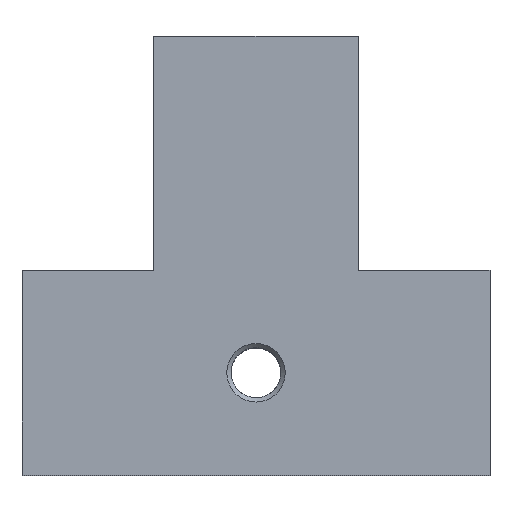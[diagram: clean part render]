
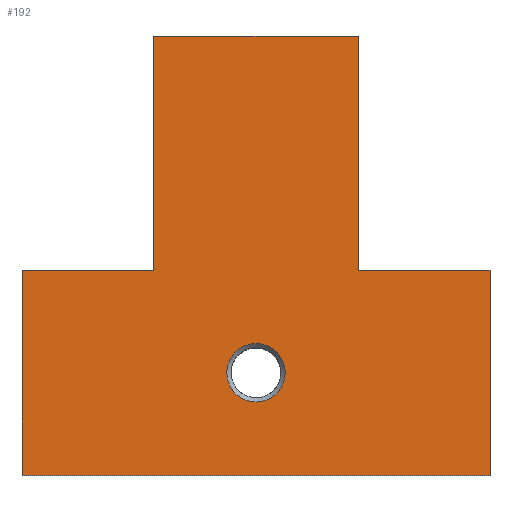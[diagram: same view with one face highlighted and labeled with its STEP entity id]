
A CAD part, top view. The second image highlights one B-rep face of the part: STEP entity #192.
In plain terms, the highlighted planar face has unit normal (0, 0, 1).
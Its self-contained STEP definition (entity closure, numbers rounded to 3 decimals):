
#162=CIRCLE('',#615,2.);
#192=ADVANCED_FACE('',(#230,#231),#215,.T.);
#215=PLANE('',#616);
#230=FACE_BOUND('',#253,.T.);
#231=FACE_BOUND('',#254,.T.);
#253=EDGE_LOOP('',(#318));
#254=EDGE_LOOP('',(#319,#320,#321,#322,#323,#324,#325,#326));
#318=ORIENTED_EDGE('',*,*,#476,.F.);
#319=ORIENTED_EDGE('',*,*,#442,.T.);
#320=ORIENTED_EDGE('',*,*,#465,.T.);
#321=ORIENTED_EDGE('',*,*,#450,.T.);
#322=ORIENTED_EDGE('',*,*,#468,.T.);
#323=ORIENTED_EDGE('',*,*,#470,.T.);
#324=ORIENTED_EDGE('',*,*,#458,.T.);
#325=ORIENTED_EDGE('',*,*,#473,.T.);
#326=ORIENTED_EDGE('',*,*,#475,.T.);
#400=VERTEX_POINT('',#759);
#401=VERTEX_POINT('',#761);
#408=VERTEX_POINT('',#776);
#409=VERTEX_POINT('',#778);
#416=VERTEX_POINT('',#793);
#417=VERTEX_POINT('',#795);
#423=VERTEX_POINT('',#812);
#425=VERTEX_POINT('',#821);
#426=VERTEX_POINT('',#828);
#442=EDGE_CURVE('',#401,#400,#504,.T.);
#450=EDGE_CURVE('',#409,#408,#512,.T.);
#458=EDGE_CURVE('',#417,#416,#520,.T.);
#465=EDGE_CURVE('',#400,#409,#527,.T.);
#468=EDGE_CURVE('',#408,#423,#530,.T.);
#470=EDGE_CURVE('',#423,#417,#532,.T.);
#473=EDGE_CURVE('',#416,#425,#535,.T.);
#475=EDGE_CURVE('',#425,#401,#537,.T.);
#476=EDGE_CURVE('',#426,#426,#162,.T.);
#504=LINE('',#760,#556);
#512=LINE('',#777,#564);
#520=LINE('',#794,#572);
#527=LINE('',#807,#579);
#530=LINE('',#813,#582);
#532=LINE('',#816,#584);
#535=LINE('',#822,#587);
#537=LINE('',#825,#589);
#556=VECTOR('',#642,1.);
#564=VECTOR('',#652,1.);
#572=VECTOR('',#662,1.);
#579=VECTOR('',#671,1.);
#582=VECTOR('',#676,1.);
#584=VECTOR('',#680,1.);
#587=VECTOR('',#685,1.);
#589=VECTOR('',#689,1.);
#615=AXIS2_PLACEMENT_3D('',#827,#692,#693);
#616=AXIS2_PLACEMENT_3D('',#829,#694,#695);
#642=DIRECTION('',(0.,-1.,0.));
#652=DIRECTION('',(0.,1.,0.));
#662=DIRECTION('',(-1.,0.,0.));
#671=DIRECTION('',(1.,0.,0.));
#676=DIRECTION('',(-1.,0.,0.));
#680=DIRECTION('',(0.,1.,0.));
#685=DIRECTION('',(0.,-1.,0.));
#689=DIRECTION('',(-1.,0.,0.));
#692=DIRECTION('',(0.,0.,1.));
#693=DIRECTION('',(1.,0.,0.));
#694=DIRECTION('',(0.,0.,1.));
#695=DIRECTION('',(1.,0.,0.));
#759=CARTESIAN_POINT('',(-16.,0.,14.));
#760=CARTESIAN_POINT('',(-16.,14.,14.));
#761=CARTESIAN_POINT('',(-16.,14.,14.));
#776=CARTESIAN_POINT('',(16.,14.,14.));
#777=CARTESIAN_POINT('',(16.,0.,14.));
#778=CARTESIAN_POINT('',(16.,0.,14.));
#793=CARTESIAN_POINT('',(-7.,30.,14.));
#794=CARTESIAN_POINT('',(7.,30.,14.));
#795=CARTESIAN_POINT('',(7.,30.,14.));
#807=CARTESIAN_POINT('',(-16.,0.,14.));
#812=CARTESIAN_POINT('',(7.,14.,14.));
#813=CARTESIAN_POINT('',(16.,14.,14.));
#816=CARTESIAN_POINT('',(7.,14.,14.));
#821=CARTESIAN_POINT('',(-7.,14.,14.));
#822=CARTESIAN_POINT('',(-7.,30.,14.));
#825=CARTESIAN_POINT('',(-7.,14.,14.));
#827=CARTESIAN_POINT('',(0.,7.,14.));
#828=CARTESIAN_POINT('',(2.,7.,14.));
#829=CARTESIAN_POINT('',(0.,0.,14.));
